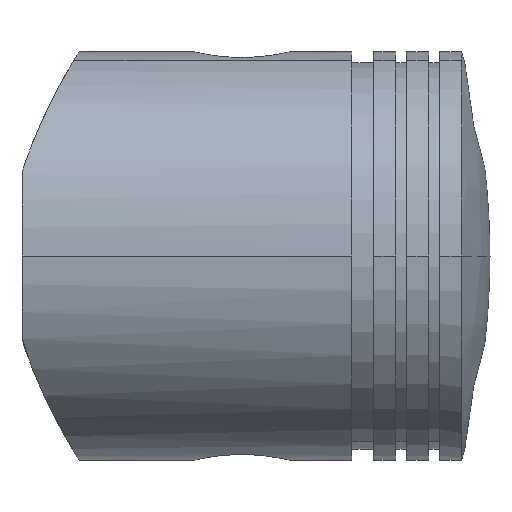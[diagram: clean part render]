
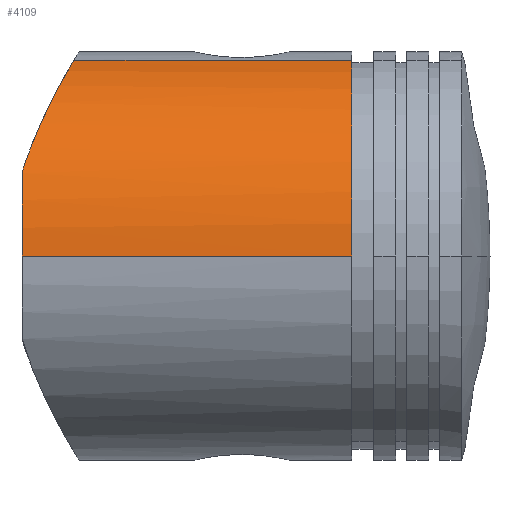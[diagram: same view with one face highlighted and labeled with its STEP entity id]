
A CAD part, front view. The second image highlights one B-rep face of the part: STEP entity #4109.
In plain terms, the highlighted cylindrical face has radius 46.5 mm (diameter 93 mm), a partial arc.
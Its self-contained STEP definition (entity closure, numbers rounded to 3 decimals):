
#3917=CARTESIAN_POINT('POINT43',(114.686,
   -42.509,38.848));
#3918=VERTEX_POINT('VERTEX43',#3917);
#3927=CARTESIAN_POINT('POINT45',(114.686,-46.5,
   20.));
#3928=VERTEX_POINT('VERTEX45',#3927);
#3936=CARTESIAN_POINT('POS37',(114.686,
   0.,20.));
#3937=DIRECTION('DIR62',(-1.,0.,
   0.));
#3938=DIRECTION('DIR63',(0.,-0.289,
   0.957));
#3939=AXIS2_PLACEMENT_3D('AXIS26',#3936,#3937,#3938);
#3940=CIRCLE('ELLIPSE15',#3939,46.5);
#3941=EDGE_CURVE('EDGE66',#3928,#3918,#3940,.T.);
#3951=CARTESIAN_POINT('POINT46',(126.485,
   -13.461,64.509));
#3952=VERTEX_POINT('VERTEX46',#3951);
#4005=B_SPLINE_CURVE_WITH_KNOTS('SPLINE_CRV35',3,(#4006,#4007,#4008,
   #4009,#4010,#4011,#4012,#4013,#4014,#4015,#4016,#4017,#4018,#4019,
   #4020,#4021,#4022,#4023,#4024,#4025,#4026,#4027,#4028,#4029),
   .UNSPECIFIED.,.F.,.F.,(4,2,2,2,2,2,2,2,2,2,2,4),(
   76.706,79.011,82.89,
   86.768,90.647,94.525,
   98.584,102.643,106.702,
   110.76,114.819,116.414),
   .UNSPECIFIED.);
#4006=CARTESIAN_POINT('',(126.485,-13.461,
   64.509));
#4007=CARTESIAN_POINT('',(126.346,-14.231,
   64.276));
#4008=CARTESIAN_POINT('',(126.196,-14.996,
   64.023));
#4009=CARTESIAN_POINT('',(125.767,-17.023,
   63.293));
#4010=CARTESIAN_POINT('',(125.468,-18.27,
   62.781));
#4011=CARTESIAN_POINT('',(124.824,-20.7,
   61.66));
#4012=CARTESIAN_POINT('',(124.478,-21.882,
   61.051));
#4013=CARTESIAN_POINT('',(123.752,-24.165,
   59.75));
#4014=CARTESIAN_POINT('',(123.373,-25.266,
   59.058));
#4015=CARTESIAN_POINT('',(122.595,-27.373,
   57.611));
#4016=CARTESIAN_POINT('',(122.196,-28.379,
   56.856));
#4017=CARTESIAN_POINT('',(121.38,-30.332,
   55.269));
#4018=CARTESIAN_POINT('',(120.944,-31.313,
   54.402));
#4019=CARTESIAN_POINT('',(120.05,-33.22,
   52.564));
#4020=CARTESIAN_POINT('',(119.591,-34.145,
   51.594));
#4021=CARTESIAN_POINT('',(118.669,-35.921,
   49.559));
#4022=CARTESIAN_POINT('',(118.205,-36.771,
   48.495));
#4023=CARTESIAN_POINT('',(117.289,-38.382,
   46.285));
#4024=CARTESIAN_POINT('',(116.837,-39.143,
   45.139));
#4025=CARTESIAN_POINT('',(115.963,-40.562,
   42.78));
#4026=CARTESIAN_POINT('',(115.541,-41.22,
   41.565));
#4027=CARTESIAN_POINT('',(114.987,-42.061,
   39.836));
#4028=CARTESIAN_POINT('',(114.835,-42.289,
   39.344));
#4029=CARTESIAN_POINT('',(114.686,-42.509,
   38.848));
#4030=EDGE_CURVE('EDGE69',#3952,#3918,#4005,.T.);
#4045=CARTESIAN_POINT('POINT47',(189.686,
   -13.461,64.509));
#4046=VERTEX_POINT('VERTEX47',#4045);
#4047=CARTESIAN_POINT('POS40',(174.686,
   -13.461,64.509));
#4048=DIRECTION('DIR68',(-1.,0.,
   0.));
#4049=VECTOR('VEC12',#4048,1.);
#4050=LINE('STRAIGHT12',#4047,#4049);
#4051=EDGE_CURVE('EDGE70',#4046,#3952,#4050,.T.);
#4055=CARTESIAN_POINT('POS41',(189.686,
   0.,20.));
#4056=DIRECTION('DIR69',(1.,0.,
   0.));
#4057=DIRECTION('DIR70',(0.,-0.289,
   0.957));
#4058=AXIS2_PLACEMENT_3D('AXIS29',#4055,#4056,#4057);
#4059=CIRCLE('ELLIPSE16',#4058,46.5);
#4074=CARTESIAN_POINT('POS43',(174.686,
   0.,20.));
#4075=DIRECTION('DIR72',(-1.,0.,
   0.));
#4076=DIRECTION('DIR73',(0.,-0.289,
   0.957));
#4077=AXIS2_PLACEMENT_3D('AXIS30',#4074,#4075,#4076);
#4078=CYLINDRICAL_SURFACE('CONE_SURF8',#4077,46.5);
#4081=CARTESIAN_POINT('POINT49',(189.686,-46.5,
   20.));
#4082=VERTEX_POINT('VERTEX49',#4081);
#4085=B_SPLINE_CURVE_WITH_KNOTS('SPLINE_CRV36',1,(#4086,#4087),
   .UNSPECIFIED.,.F.,.F.,(2,2),(0.,0.75),.UNSPECIFIED.);
#4086=CARTESIAN_POINT('',(114.686,-46.5,20.));
#4087=CARTESIAN_POINT('',(189.686,-46.5,20.));
#4088=EDGE_CURVE('EDGE74',#3928,#4082,#4085,.T.);
#4101=ORIENTED_EDGE('COEDGE143',*,*,#4051,.T.);
#4102=ORIENTED_EDGE('COEDGE144',*,*,#4030,.T.);
#4103=ORIENTED_EDGE('COEDGE145',*,*,#3941,.F.);
#4104=ORIENTED_EDGE('COEDGE146',*,*,#4088,.T.);
#4105=EDGE_CURVE('EDGE75',#4082,#4046,#4059,.F.);
#4106=ORIENTED_EDGE('COEDGE147',*,*,#4105,.T.);
#4107=EDGE_LOOP('NONE',(#4101,#4102,#4103,#4104,#4106));
#4108=FACE_BOUND('LOOP1',#4107,.T.);
#4109=ADVANCED_FACE('FACE28',(#4108),#4078,.T.);
